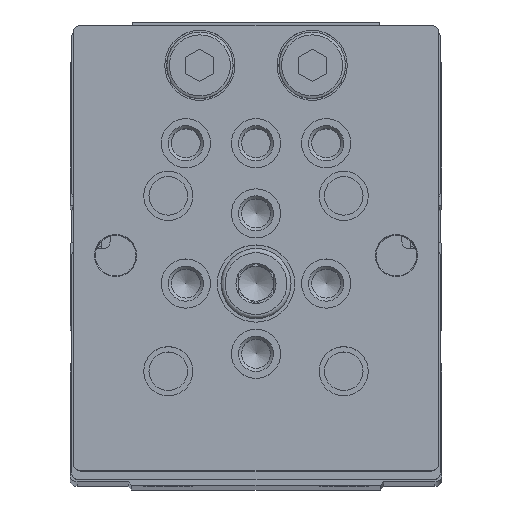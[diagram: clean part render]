
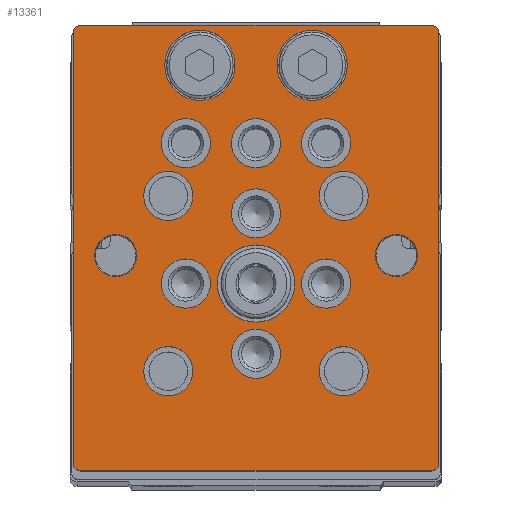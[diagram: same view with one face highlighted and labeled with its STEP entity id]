
A CAD part, top view. The second image highlights one B-rep face of the part: STEP entity #13361.
In plain terms, the highlighted planar face has unit normal (0, 0, 1).
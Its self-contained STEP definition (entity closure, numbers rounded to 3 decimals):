
#579=PLANE('',#14815);
#1214=CIRCLE('',#14801,1.);
#1216=CIRCLE('',#14805,1.);
#1218=CIRCLE('',#14809,1.);
#1220=CIRCLE('',#14813,1.);
#1221=CIRCLE('',#14816,5.5);
#1222=CIRCLE('',#14817,3.5);
#1223=CIRCLE('',#14818,3.5);
#1224=CIRCLE('',#14819,3.5);
#1225=CIRCLE('',#14820,3.5);
#1226=CIRCLE('',#14821,3.);
#1227=CIRCLE('',#14822,3.);
#1228=CIRCLE('',#14823,3.5);
#1229=CIRCLE('',#14824,3.5);
#1230=CIRCLE('',#14825,3.5);
#1231=CIRCLE('',#14826,3.5);
#1232=CIRCLE('',#14827,3.5);
#1233=CIRCLE('',#14828,3.5);
#1234=CIRCLE('',#14829,3.5);
#1235=CIRCLE('',#14830,5.);
#1236=CIRCLE('',#14831,5.);
#2145=LINE('',#22917,#3051);
#2149=LINE('',#22929,#3055);
#2153=LINE('',#22941,#3059);
#2157=LINE('',#22951,#3063);
#3051=VECTOR('',#18461,1000.);
#3055=VECTOR('',#18473,1000.);
#3059=VECTOR('',#18485,1000.);
#3063=VECTOR('',#18497,1000.);
#6202=ORIENTED_EDGE('',*,*,#8162,.T.);
#6203=ORIENTED_EDGE('',*,*,#8163,.T.);
#6204=ORIENTED_EDGE('',*,*,#8164,.T.);
#6205=ORIENTED_EDGE('',*,*,#8165,.T.);
#6206=ORIENTED_EDGE('',*,*,#8166,.T.);
#6207=ORIENTED_EDGE('',*,*,#8167,.T.);
#6208=ORIENTED_EDGE('',*,*,#8168,.T.);
#6209=ORIENTED_EDGE('',*,*,#8169,.T.);
#6210=ORIENTED_EDGE('',*,*,#8170,.T.);
#6211=ORIENTED_EDGE('',*,*,#8171,.T.);
#6212=ORIENTED_EDGE('',*,*,#8172,.T.);
#6213=ORIENTED_EDGE('',*,*,#8173,.T.);
#6214=ORIENTED_EDGE('',*,*,#8174,.T.);
#6215=ORIENTED_EDGE('',*,*,#8175,.T.);
#6216=ORIENTED_EDGE('',*,*,#8176,.F.);
#6217=ORIENTED_EDGE('',*,*,#8177,.F.);
#6218=ORIENTED_EDGE('',*,*,#8139,.T.);
#6219=ORIENTED_EDGE('',*,*,#8143,.T.);
#6220=ORIENTED_EDGE('',*,*,#8146,.T.);
#6221=ORIENTED_EDGE('',*,*,#8149,.T.);
#6222=ORIENTED_EDGE('',*,*,#8152,.T.);
#6223=ORIENTED_EDGE('',*,*,#8155,.T.);
#6224=ORIENTED_EDGE('',*,*,#8158,.T.);
#6225=ORIENTED_EDGE('',*,*,#8161,.T.);
#8139=EDGE_CURVE('',#9476,#9475,#1214,.T.);
#8143=EDGE_CURVE('',#9475,#9478,#2145,.T.);
#8146=EDGE_CURVE('',#9478,#9480,#1216,.T.);
#8149=EDGE_CURVE('',#9480,#9482,#2149,.T.);
#8152=EDGE_CURVE('',#9482,#9484,#1218,.T.);
#8155=EDGE_CURVE('',#9484,#9486,#2153,.T.);
#8158=EDGE_CURVE('',#9486,#9488,#1220,.T.);
#8161=EDGE_CURVE('',#9488,#9476,#2157,.T.);
#8162=EDGE_CURVE('',#9489,#9489,#1221,.T.);
#8163=EDGE_CURVE('',#9490,#9490,#1222,.T.);
#8164=EDGE_CURVE('',#9491,#9491,#1223,.T.);
#8165=EDGE_CURVE('',#9492,#9492,#1224,.T.);
#8166=EDGE_CURVE('',#9493,#9493,#1225,.T.);
#8167=EDGE_CURVE('',#9494,#9494,#1226,.T.);
#8168=EDGE_CURVE('',#9495,#9495,#1227,.T.);
#8169=EDGE_CURVE('',#9496,#9496,#1228,.T.);
#8170=EDGE_CURVE('',#9497,#9497,#1229,.T.);
#8171=EDGE_CURVE('',#9498,#9498,#1230,.T.);
#8172=EDGE_CURVE('',#9499,#9499,#1231,.T.);
#8173=EDGE_CURVE('',#9500,#9500,#1232,.T.);
#8174=EDGE_CURVE('',#9501,#9501,#1233,.T.);
#8175=EDGE_CURVE('',#9502,#9502,#1234,.T.);
#8176=EDGE_CURVE('',#9503,#9503,#1235,.T.);
#8177=EDGE_CURVE('',#9504,#9504,#1236,.T.);
#9475=VERTEX_POINT('',#22908);
#9476=VERTEX_POINT('',#22910);
#9478=VERTEX_POINT('',#22916);
#9480=VERTEX_POINT('',#22922);
#9482=VERTEX_POINT('',#22928);
#9484=VERTEX_POINT('',#22934);
#9486=VERTEX_POINT('',#22940);
#9488=VERTEX_POINT('',#22946);
#9489=VERTEX_POINT('',#22954);
#9490=VERTEX_POINT('',#22956);
#9491=VERTEX_POINT('',#22958);
#9492=VERTEX_POINT('',#22960);
#9493=VERTEX_POINT('',#22962);
#9494=VERTEX_POINT('',#22964);
#9495=VERTEX_POINT('',#22966);
#9496=VERTEX_POINT('',#22968);
#9497=VERTEX_POINT('',#22970);
#9498=VERTEX_POINT('',#22972);
#9499=VERTEX_POINT('',#22974);
#9500=VERTEX_POINT('',#22976);
#9501=VERTEX_POINT('',#22978);
#9502=VERTEX_POINT('',#22980);
#9503=VERTEX_POINT('',#22982);
#9504=VERTEX_POINT('',#22984);
#10833=EDGE_LOOP('',(#6202));
#10834=EDGE_LOOP('',(#6203));
#10835=EDGE_LOOP('',(#6204));
#10836=EDGE_LOOP('',(#6205));
#10837=EDGE_LOOP('',(#6206));
#10838=EDGE_LOOP('',(#6207));
#10839=EDGE_LOOP('',(#6208));
#10840=EDGE_LOOP('',(#6209));
#10841=EDGE_LOOP('',(#6210));
#10842=EDGE_LOOP('',(#6211));
#10843=EDGE_LOOP('',(#6212));
#10844=EDGE_LOOP('',(#6213));
#10845=EDGE_LOOP('',(#6214));
#10846=EDGE_LOOP('',(#6215));
#10847=EDGE_LOOP('',(#6216));
#10848=EDGE_LOOP('',(#6217));
#10849=EDGE_LOOP('',(#6218,#6219,#6220,#6221,#6222,#6223,#6224,#6225));
#12144=FACE_BOUND('',#10833,.T.);
#12145=FACE_BOUND('',#10834,.T.);
#12146=FACE_BOUND('',#10835,.T.);
#12147=FACE_BOUND('',#10836,.T.);
#12148=FACE_BOUND('',#10837,.T.);
#12149=FACE_BOUND('',#10838,.T.);
#12150=FACE_BOUND('',#10839,.T.);
#12151=FACE_BOUND('',#10840,.T.);
#12152=FACE_BOUND('',#10841,.T.);
#12153=FACE_BOUND('',#10842,.T.);
#12154=FACE_BOUND('',#10843,.T.);
#12155=FACE_BOUND('',#10844,.T.);
#12156=FACE_BOUND('',#10845,.T.);
#12157=FACE_BOUND('',#10846,.T.);
#12158=FACE_BOUND('',#10847,.T.);
#12159=FACE_BOUND('',#10848,.T.);
#12160=FACE_BOUND('',#10849,.T.);
#13361=ADVANCED_FACE('',(#12144,#12145,#12146,#12147,#12148,#12149,#12150,
#12151,#12152,#12153,#12154,#12155,#12156,#12157,#12158,#12159,#12160),
#579,.T.);
#14801=AXIS2_PLACEMENT_3D('',#22909,#18454,#18455);
#14805=AXIS2_PLACEMENT_3D('',#22923,#18467,#18468);
#14809=AXIS2_PLACEMENT_3D('',#22935,#18479,#18480);
#14813=AXIS2_PLACEMENT_3D('',#22947,#18491,#18492);
#14815=AXIS2_PLACEMENT_3D('',#22952,#18498,#18499);
#14816=AXIS2_PLACEMENT_3D('',#22953,#18500,#18501);
#14817=AXIS2_PLACEMENT_3D('',#22955,#18502,#18503);
#14818=AXIS2_PLACEMENT_3D('',#22957,#18504,#18505);
#14819=AXIS2_PLACEMENT_3D('',#22959,#18506,#18507);
#14820=AXIS2_PLACEMENT_3D('',#22961,#18508,#18509);
#14821=AXIS2_PLACEMENT_3D('',#22963,#18510,#18511);
#14822=AXIS2_PLACEMENT_3D('',#22965,#18512,#18513);
#14823=AXIS2_PLACEMENT_3D('',#22967,#18514,#18515);
#14824=AXIS2_PLACEMENT_3D('',#22969,#18516,#18517);
#14825=AXIS2_PLACEMENT_3D('',#22971,#18518,#18519);
#14826=AXIS2_PLACEMENT_3D('',#22973,#18520,#18521);
#14827=AXIS2_PLACEMENT_3D('',#22975,#18522,#18523);
#14828=AXIS2_PLACEMENT_3D('',#22977,#18524,#18525);
#14829=AXIS2_PLACEMENT_3D('',#22979,#18526,#18527);
#14830=AXIS2_PLACEMENT_3D('',#22981,#18528,#18529);
#14831=AXIS2_PLACEMENT_3D('',#22983,#18530,#18531);
#18454=DIRECTION('',(0.,0.,1.));
#18455=DIRECTION('',(1.,0.,0.));
#18461=DIRECTION('',(0.,-1.,0.));
#18467=DIRECTION('',(0.,0.,1.));
#18468=DIRECTION('',(1.,0.,0.));
#18473=DIRECTION('',(1.,0.,0.));
#18479=DIRECTION('',(0.,0.,1.));
#18480=DIRECTION('',(1.,0.,0.));
#18485=DIRECTION('',(0.,1.,0.));
#18491=DIRECTION('',(0.,0.,1.));
#18492=DIRECTION('',(1.,0.,0.));
#18497=DIRECTION('',(-1.,0.,0.));
#18498=DIRECTION('',(0.,0.,1.));
#18499=DIRECTION('',(1.,0.,0.));
#18500=DIRECTION('',(0.,0.,-1.));
#18501=DIRECTION('',(-1.,0.,0.));
#18502=DIRECTION('',(0.,0.,-1.));
#18503=DIRECTION('',(-1.,0.,0.));
#18504=DIRECTION('',(0.,0.,-1.));
#18505=DIRECTION('',(-1.,0.,0.));
#18506=DIRECTION('',(0.,0.,-1.));
#18507=DIRECTION('',(-1.,0.,0.));
#18508=DIRECTION('',(0.,0.,-1.));
#18509=DIRECTION('',(-1.,0.,0.));
#18510=DIRECTION('',(0.,0.,-1.));
#18511=DIRECTION('',(-1.,0.,0.));
#18512=DIRECTION('',(0.,0.,-1.));
#18513=DIRECTION('',(-1.,0.,0.));
#18514=DIRECTION('',(0.,0.,-1.));
#18515=DIRECTION('',(-1.,0.,0.));
#18516=DIRECTION('',(0.,0.,-1.));
#18517=DIRECTION('',(-1.,0.,0.));
#18518=DIRECTION('',(0.,0.,-1.));
#18519=DIRECTION('',(-1.,0.,0.));
#18520=DIRECTION('',(0.,0.,-1.));
#18521=DIRECTION('',(-1.,0.,0.));
#18522=DIRECTION('',(0.,0.,-1.));
#18523=DIRECTION('',(-1.,0.,0.));
#18524=DIRECTION('',(0.,0.,-1.));
#18525=DIRECTION('',(-1.,0.,0.));
#18526=DIRECTION('',(0.,0.,-1.));
#18527=DIRECTION('',(-1.,0.,0.));
#18528=DIRECTION('',(0.,0.,1.));
#18529=DIRECTION('',(1.,0.,0.));
#18530=DIRECTION('',(0.,0.,1.));
#18531=DIRECTION('',(1.,0.,0.));
#22908=CARTESIAN_POINT('',(-26.,-1.5,15.));
#22909=CARTESIAN_POINT('',(-25.,-1.5,15.));
#22910=CARTESIAN_POINT('',(-25.,-0.5,15.));
#22916=CARTESIAN_POINT('',(-26.,-63.,15.));
#22917=CARTESIAN_POINT('',(-26.,-1.5,15.));
#22922=CARTESIAN_POINT('',(-25.,-64.,15.));
#22923=CARTESIAN_POINT('',(-25.,-63.,15.));
#22928=CARTESIAN_POINT('',(25.,-64.,15.));
#22929=CARTESIAN_POINT('',(-25.,-64.,15.));
#22934=CARTESIAN_POINT('',(26.,-63.,15.));
#22935=CARTESIAN_POINT('',(25.,-63.,15.));
#22940=CARTESIAN_POINT('',(26.,-1.5,15.));
#22941=CARTESIAN_POINT('',(26.,-63.,15.));
#22946=CARTESIAN_POINT('',(25.,-0.5,15.));
#22947=CARTESIAN_POINT('',(25.,-1.5,15.));
#22951=CARTESIAN_POINT('',(25.,-0.5,15.));
#22952=CARTESIAN_POINT('',(-25.,-1.5,15.));
#22953=CARTESIAN_POINT('',(0.,-37.3,15.));
#22954=CARTESIAN_POINT('',(-5.5,-37.3,15.));
#22955=CARTESIAN_POINT('',(-12.5,-24.8,15.));
#22956=CARTESIAN_POINT('',(-16.,-24.8,15.));
#22957=CARTESIAN_POINT('',(-12.5,-49.8,15.));
#22958=CARTESIAN_POINT('',(-16.,-49.8,15.));
#22959=CARTESIAN_POINT('',(12.5,-49.8,15.));
#22960=CARTESIAN_POINT('',(9.,-49.8,15.));
#22961=CARTESIAN_POINT('',(12.5,-24.8,15.));
#22962=CARTESIAN_POINT('',(9.,-24.8,15.));
#22963=CARTESIAN_POINT('',(-20.,-33.3,15.));
#22964=CARTESIAN_POINT('',(-23.,-33.3,15.));
#22965=CARTESIAN_POINT('',(20.,-33.3,15.));
#22966=CARTESIAN_POINT('',(17.,-33.3,15.));
#22967=CARTESIAN_POINT('',(-10.,-37.3,15.));
#22968=CARTESIAN_POINT('',(-13.5,-37.3,15.));
#22969=CARTESIAN_POINT('',(0.,-47.3,15.));
#22970=CARTESIAN_POINT('',(-3.5,-47.3,15.));
#22971=CARTESIAN_POINT('',(10.,-37.3,15.));
#22972=CARTESIAN_POINT('',(6.5,-37.3,15.));
#22973=CARTESIAN_POINT('',(0.,-27.3,15.));
#22974=CARTESIAN_POINT('',(-3.5,-27.3,15.));
#22975=CARTESIAN_POINT('',(0.,-17.3,15.));
#22976=CARTESIAN_POINT('',(-3.5,-17.3,15.));
#22977=CARTESIAN_POINT('',(-10.,-17.3,15.));
#22978=CARTESIAN_POINT('',(-13.5,-17.3,15.));
#22979=CARTESIAN_POINT('',(10.,-17.3,15.));
#22980=CARTESIAN_POINT('',(6.5,-17.3,15.));
#22981=CARTESIAN_POINT('',(-8.,-6.2,15.));
#22982=CARTESIAN_POINT('',(-3.,-6.2,15.));
#22983=CARTESIAN_POINT('',(8.,-6.2,15.));
#22984=CARTESIAN_POINT('',(13.,-6.2,15.));
